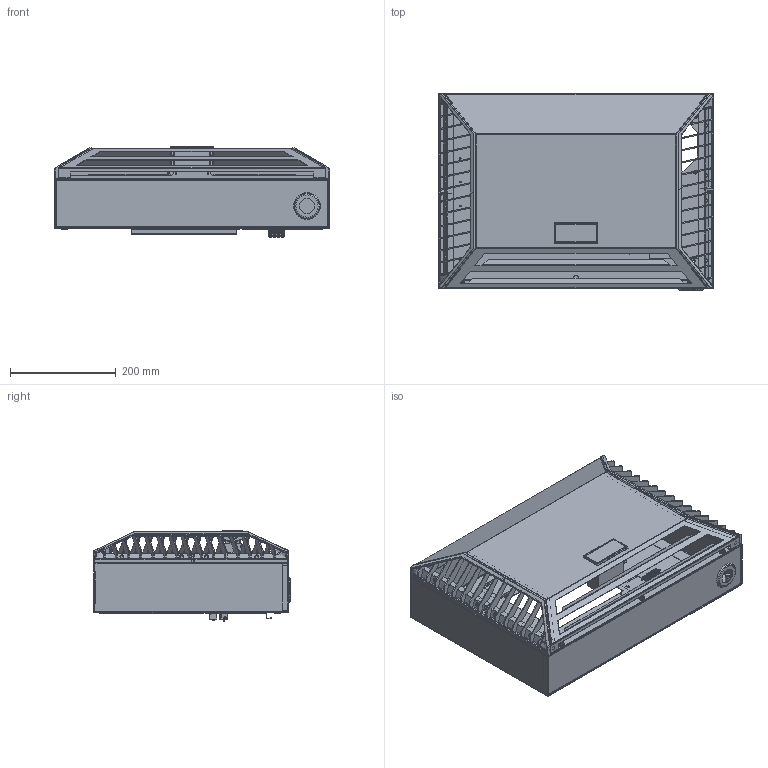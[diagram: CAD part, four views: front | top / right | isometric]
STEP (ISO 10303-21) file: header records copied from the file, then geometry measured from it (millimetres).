
FILE_DESCRIPTION((''),'2;1');
FILE_NAME('KG8505_COMPLETE_ASM_1_ASM','2019-10-10T16:16:13',('briang'),(''),'CREO PARAMETRIC BY PTC INC, 2018500','CREO PARAMETRIC BY PTC INC, 2018500','');
FILE_SCHEMA(('CONFIG_CONTROL_DESIGN'));
Products named in the file (28): KG8505_CABINET_1; KG8505_CABINET-MNF_ASM_1_ASM; KG8505_BASE_1; KG8505_BASE_ASM_1_ASM; KG8505_BOTTOM_STRUT_1; POPNUT_M6_HEX_CL_WITH_LIP_1_5MM; KG8505-MOUNTING-BRCKT_1; KG8505_CABINET_ASM_1_ASM; MC-RJ7_62H04P_1_1; MC-RJ7_62H04P_1_ASM; MC-7_62-4-PUSH-IN-ASSEMBLY_ASM__ASM; MC-RJ5_08H05P_1; MC-5-5-PUSH-IN-ASSEMBLY_ASM_1_ASM; KG8506-CONNECTORS-ASSY_ASM_1_ASM; KG8505_INTERNAL_MODULE_ASM_1_ASM; NG2-3-GRID-SIDE_1; NG2-3-GRID-SIDE-BOTTOM_1; KG8505-GRID-ASSY_ASM_1_ASM; KG8505_COVER_1; KG8505_COVER-TOP_ASM_1_ASM; CAREL_IR33PLUS_SEIFERT_1; CAREL_IR33_PLUS_SEIFERT_ASM_1_ASM; KG8505_CONTROLLER_ASM_1_ASM; KG8505_INT-ACCESS-PANEL_1; KG8505-INT-ACCESS-PNL-MNG_ASM_1_ASM; KG8505-HEATER-ACCESS-PANEL_1; KG8505_INT-ACCESS-PANEL_ASM_1_ASM; KG8505_COMPLETE_ASM_1_ASM
Assembly tree (40 placements, depth 6):
  KG8505_COMPLETE_ASM_1_ASM
    KG8505_CABINET_ASM_1_ASM
      KG8505_CABINET-MNF_ASM_1_ASM
        KG8505_CABINET_1
      KG8505_BASE_ASM_1_ASM
        KG8505_BASE_1
      KG8505_BOTTOM_STRUT_1
      POPNUT_M6_HEX_CL_WITH_LIP_1_5MM  x12
      KG8505-MOUNTING-BRCKT_1
    KG8505_INTERNAL_MODULE_ASM_1_ASM
      KG8506-CONNECTORS-ASSY_ASM_1_ASM
        MC-7_62-4-PUSH-IN-ASSEMBLY_ASM__ASM
          MC-RJ7_62H04P_1_ASM
            MC-RJ7_62H04P_1_1
        MC-5-5-PUSH-IN-ASSEMBLY_ASM_1_ASM
          MC-RJ5_08H05P_1
    KG8505_COVER-TOP_ASM_1_ASM
      KG8505-GRID-ASSY_ASM_1_ASM
        NG2-3-GRID-SIDE_1  x2
        NG2-3-GRID-SIDE-BOTTOM_1  x2
      KG8505_COVER_1
    KG8505_CONTROLLER_ASM_1_ASM
      CAREL_IR33_PLUS_SEIFERT_ASM_1_ASM
        CAREL_IR33PLUS_SEIFERT_1
    KG8505_INT-ACCESS-PANEL_ASM_1_ASM
      KG8505-INT-ACCESS-PNL-MNG_ASM_1_ASM
        KG8505_INT-ACCESS-PANEL_1
      KG8505-HEATER-ACCESS-PANEL_1
Bounding box: 520 x 371.5 x 170.91 mm (x, y, z)
Volume: 977505.5 mm3; surface area: 1424656.8 mm2
Topology: 26 solids, 52 shells, 5620 faces, 15998 edges, 10383 vertices
Faces by surface type: plane 4168, cylinder 1059, cone 186, bspline 96, torus 67, sphere 42, extrusion 2
Entity records: 141373 total; most frequent: CARTESIAN_POINT 29469, ORIENTED_EDGE 24100, DIRECTION 21766, EDGE_CURVE 12050, VECTOR 9578, LINE 9576, VERTEX_POINT 7858, AXIS2_PLACEMENT_3D 6094
